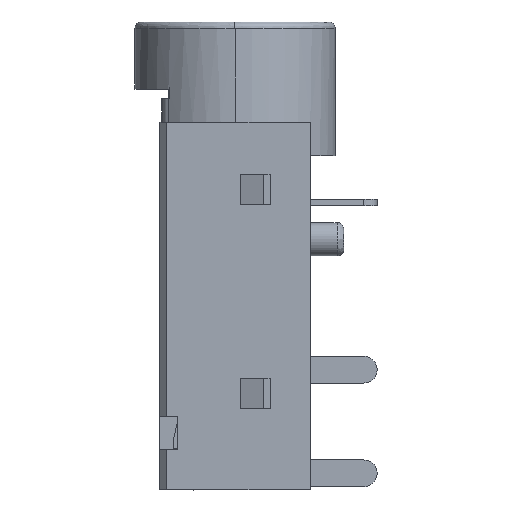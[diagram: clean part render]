
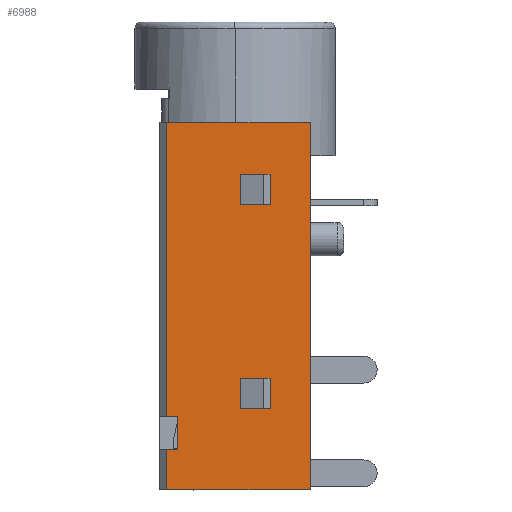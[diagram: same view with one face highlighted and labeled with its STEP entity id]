
A CAD part, left-side view. The second image highlights one B-rep face of the part: STEP entity #6988.
In plain terms, the highlighted planar face has unit normal (-1, 0, 0).
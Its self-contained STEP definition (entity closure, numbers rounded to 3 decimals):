
#100 = CARTESIAN_POINT ( 'NONE',  ( -4.7, -0.15, -4.55 ) ) ;
#278 = DIRECTION ( 'NONE',  ( 0., 0., 1. ) ) ;
#454 = CARTESIAN_POINT ( 'NONE',  ( -4.7, -2.25, -14. ) ) ;
#547 = LINE ( 'NONE', #6005, #19539 ) ;
#878 = LINE ( 'NONE', #10138, #17798 ) ;
#1007 = VECTOR ( 'NONE', #4027, 1000. ) ;
#1027 = VERTEX_POINT ( 'NONE', #7937 ) ;
#1086 = EDGE_CURVE ( 'NONE', #17445, #8073, #10270, .T. ) ;
#1131 = DIRECTION ( 'NONE',  ( 0., 0., -1. ) ) ;
#1266 = DIRECTION ( 'NONE',  ( 0., 0., 1. ) ) ;
#1359 = DIRECTION ( 'NONE',  ( 0., -1., 0. ) ) ;
#1637 = EDGE_CURVE ( 'NONE', #11452, #9063, #21140, .T. ) ;
#1781 = ORIENTED_EDGE ( 'NONE', *, *, #4560, .F. ) ;
#2246 = ORIENTED_EDGE ( 'NONE', *, *, #16723, .T. ) ;
#2264 = DIRECTION ( 'NONE',  ( 0., -1., 0. ) ) ;
#3029 = VECTOR ( 'NONE', #13464, 1000. ) ;
#3749 = DIRECTION ( 'NONE',  ( 0., 1., 0. ) ) ;
#3800 = EDGE_CURVE ( 'NONE', #22977, #13074, #19126, .T. ) ;
#4027 = DIRECTION ( 'NONE',  ( 0., 0., 1. ) ) ;
#4523 = CARTESIAN_POINT ( 'NONE',  ( -4.7, -2.25, -4.55 ) ) ;
#4560 = EDGE_CURVE ( 'NONE', #13074, #12376, #7427, .T. ) ;
#4600 = DIRECTION ( 'NONE',  ( 0., 0., -1. ) ) ;
#4678 = LINE ( 'NONE', #17283, #9231 ) ;
#4838 = CARTESIAN_POINT ( 'NONE',  ( -4.7, -2.25, -14. ) ) ;
#4895 = VECTOR ( 'NONE', #16878, 1000. ) ;
#5005 = CARTESIAN_POINT ( 'NONE',  ( -4.7, 2.05, -3. ) ) ;
#5041 = ORIENTED_EDGE ( 'NONE', *, *, #10115, .F. ) ;
#5213 = CARTESIAN_POINT ( 'NONE',  ( -4.7, 1.725, -11.8 ) ) ;
#5311 = ORIENTED_EDGE ( 'NONE', *, *, #16139, .F. ) ;
#5411 = ORIENTED_EDGE ( 'NONE', *, *, #18532, .F. ) ;
#5500 = CARTESIAN_POINT ( 'NONE',  ( -4.7, -1.05, -5.45 ) ) ;
#5839 = EDGE_LOOP ( 'NONE', ( #2246, #11542, #22503, #23282, #5311, #15535, #15343, #20696 ) ) ;
#5928 = CARTESIAN_POINT ( 'NONE',  ( -4.7, 2.05, -3. ) ) ;
#6005 = CARTESIAN_POINT ( 'NONE',  ( -4.7, -2.25, -14. ) ) ;
#6299 = EDGE_CURVE ( 'NONE', #7216, #1027, #547, .T. ) ;
#6943 = LINE ( 'NONE', #10749, #18905 ) ;
#6988 = ADVANCED_FACE ( 'NONE', ( #11412, #15105, #9609 ), #13427, .F. ) ;
#7216 = VERTEX_POINT ( 'NONE', #454 ) ;
#7427 = LINE ( 'NONE', #16095, #20142 ) ;
#7501 = LINE ( 'NONE', #5928, #1007 ) ;
#7937 = CARTESIAN_POINT ( 'NONE',  ( -4.7, 2.05, -14. ) ) ;
#8020 = ORIENTED_EDGE ( 'NONE', *, *, #15690, .F. ) ;
#8073 = VERTEX_POINT ( 'NONE', #11169 ) ;
#8506 = CARTESIAN_POINT ( 'NONE',  ( -4.7, -2.25, -11.55 ) ) ;
#8931 = VECTOR ( 'NONE', #17585, 1000. ) ;
#9063 = VERTEX_POINT ( 'NONE', #16476 ) ;
#9231 = VECTOR ( 'NONE', #1131, 1000. ) ;
#9609 = FACE_BOUND ( 'NONE', #14441, .T. ) ;
#9748 = LINE ( 'NONE', #17003, #21371 ) ;
#9893 = EDGE_CURVE ( 'NONE', #12376, #18140, #11765, .T. ) ;
#10115 = EDGE_CURVE ( 'NONE', #18140, #22977, #878, .T. ) ;
#10138 = CARTESIAN_POINT ( 'NONE',  ( -4.7, -1.05, -3. ) ) ;
#10270 = LINE ( 'NONE', #8506, #12743 ) ;
#10749 = CARTESIAN_POINT ( 'NONE',  ( -4.7, 1.725, -12.8 ) ) ;
#10789 = EDGE_CURVE ( 'NONE', #1027, #19957, #11647, .T. ) ;
#10897 = VECTOR ( 'NONE', #17073, 1000. ) ;
#11169 = CARTESIAN_POINT ( 'NONE',  ( -4.7, -1.05, -11.55 ) ) ;
#11412 = FACE_OUTER_BOUND ( 'NONE', #5839, .T. ) ;
#11452 = VERTEX_POINT ( 'NONE', #5005 ) ;
#11542 = ORIENTED_EDGE ( 'NONE', *, *, #1637, .F. ) ;
#11647 = LINE ( 'NONE', #15129, #4895 ) ;
#11765 = LINE ( 'NONE', #15446, #17028 ) ;
#12184 = DIRECTION ( 'NONE',  ( 0., -1., 0. ) ) ;
#12263 = EDGE_CURVE ( 'NONE', #22586, #17445, #4678, .T. ) ;
#12376 = VERTEX_POINT ( 'NONE', #16211 ) ;
#12392 = CARTESIAN_POINT ( 'NONE',  ( -4.7, 1.725, -3. ) ) ;
#12640 = LINE ( 'NONE', #21655, #17789 ) ;
#12743 = VECTOR ( 'NONE', #12184, 1000. ) ;
#12770 = DIRECTION ( 'NONE',  ( 0., 0., -1. ) ) ;
#13074 = VERTEX_POINT ( 'NONE', #100 ) ;
#13080 = CARTESIAN_POINT ( 'NONE',  ( -4.7, 2.05, -11.8 ) ) ;
#13427 = PLANE ( 'NONE',  #15801 ) ;
#13464 = DIRECTION ( 'NONE',  ( 0., 1., 0. ) ) ;
#13468 = EDGE_LOOP ( 'NONE', ( #15735, #1781, #14291, #5041 ) ) ;
#13619 = VERTEX_POINT ( 'NONE', #13080 ) ;
#13659 = DIRECTION ( 'NONE',  ( 1., 0., 0. ) ) ;
#14291 = ORIENTED_EDGE ( 'NONE', *, *, #3800, .F. ) ;
#14375 = VERTEX_POINT ( 'NONE', #19990 ) ;
#14441 = EDGE_LOOP ( 'NONE', ( #17094, #18311, #8020, #5411 ) ) ;
#15105 = FACE_BOUND ( 'NONE', #13468, .T. ) ;
#15129 = CARTESIAN_POINT ( 'NONE',  ( -4.7, 2.05, -3. ) ) ;
#15308 = CARTESIAN_POINT ( 'NONE',  ( -4.7, -0.15, -10.65 ) ) ;
#15343 = ORIENTED_EDGE ( 'NONE', *, *, #10789, .F. ) ;
#15446 = CARTESIAN_POINT ( 'NONE',  ( -4.7, -2.25, -5.45 ) ) ;
#15487 = CARTESIAN_POINT ( 'NONE',  ( -4.7, 2.05, -12.8 ) ) ;
#15535 = ORIENTED_EDGE ( 'NONE', *, *, #22706, .F. ) ;
#15666 = LINE ( 'NONE', #4838, #21081 ) ;
#15690 = EDGE_CURVE ( 'NONE', #19222, #22586, #9748, .T. ) ;
#15735 = ORIENTED_EDGE ( 'NONE', *, *, #9893, .F. ) ;
#15801 = AXIS2_PLACEMENT_3D ( 'NONE', #19092, #13659, #4600 ) ;
#16095 = CARTESIAN_POINT ( 'NONE',  ( -4.7, -0.15, -3. ) ) ;
#16139 = EDGE_CURVE ( 'NONE', #14375, #22194, #17703, .T. ) ;
#16211 = CARTESIAN_POINT ( 'NONE',  ( -4.7, -0.15, -5.45 ) ) ;
#16269 = CARTESIAN_POINT ( 'NONE',  ( -4.7, -2.25, -3. ) ) ;
#16381 = CARTESIAN_POINT ( 'NONE',  ( -4.7, -1.05, -10.65 ) ) ;
#16476 = CARTESIAN_POINT ( 'NONE',  ( -4.7, -2.25, -3. ) ) ;
#16723 = EDGE_CURVE ( 'NONE', #7216, #9063, #15666, .T. ) ;
#16878 = DIRECTION ( 'NONE',  ( 0., 0., 1. ) ) ;
#17003 = CARTESIAN_POINT ( 'NONE',  ( -4.7, -2.25, -10.65 ) ) ;
#17028 = VECTOR ( 'NONE', #2264, 1000. ) ;
#17073 = DIRECTION ( 'NONE',  ( 0., -1., 0. ) ) ;
#17094 = ORIENTED_EDGE ( 'NONE', *, *, #1086, .F. ) ;
#17283 = CARTESIAN_POINT ( 'NONE',  ( -4.7, -0.15, -3. ) ) ;
#17445 = VERTEX_POINT ( 'NONE', #18401 ) ;
#17462 = EDGE_CURVE ( 'NONE', #13619, #11452, #7501, .T. ) ;
#17585 = DIRECTION ( 'NONE',  ( 0., 0., 1. ) ) ;
#17703 = LINE ( 'NONE', #12392, #8931 ) ;
#17789 = VECTOR ( 'NONE', #23085, 1000. ) ;
#17798 = VECTOR ( 'NONE', #18811, 1000. ) ;
#18140 = VERTEX_POINT ( 'NONE', #5500 ) ;
#18311 = ORIENTED_EDGE ( 'NONE', *, *, #12263, .F. ) ;
#18401 = CARTESIAN_POINT ( 'NONE',  ( -4.7, -0.15, -11.55 ) ) ;
#18532 = EDGE_CURVE ( 'NONE', #8073, #19222, #18558, .T. ) ;
#18558 = LINE ( 'NONE', #22124, #19233 ) ;
#18811 = DIRECTION ( 'NONE',  ( 0., 0., 1. ) ) ;
#18905 = VECTOR ( 'NONE', #1359, 1000. ) ;
#19092 = CARTESIAN_POINT ( 'NONE',  ( -4.7, -2.25, -3. ) ) ;
#19126 = LINE ( 'NONE', #4523, #3029 ) ;
#19222 = VERTEX_POINT ( 'NONE', #16381 ) ;
#19233 = VECTOR ( 'NONE', #278, 1000. ) ;
#19539 = VECTOR ( 'NONE', #3749, 1000. ) ;
#19764 = EDGE_CURVE ( 'NONE', #13619, #22194, #12640, .T. ) ;
#19957 = VERTEX_POINT ( 'NONE', #15487 ) ;
#19980 = CARTESIAN_POINT ( 'NONE',  ( -4.7, -1.05, -4.55 ) ) ;
#19990 = CARTESIAN_POINT ( 'NONE',  ( -4.7, 1.725, -12.8 ) ) ;
#20142 = VECTOR ( 'NONE', #12770, 1000. ) ;
#20683 = DIRECTION ( 'NONE',  ( 0., 1., 0. ) ) ;
#20696 = ORIENTED_EDGE ( 'NONE', *, *, #6299, .F. ) ;
#21081 = VECTOR ( 'NONE', #1266, 1000. ) ;
#21140 = LINE ( 'NONE', #16269, #10897 ) ;
#21371 = VECTOR ( 'NONE', #20683, 1000. ) ;
#21655 = CARTESIAN_POINT ( 'NONE',  ( -4.7, 1.725, -11.8 ) ) ;
#22124 = CARTESIAN_POINT ( 'NONE',  ( -4.7, -1.05, -3. ) ) ;
#22194 = VERTEX_POINT ( 'NONE', #5213 ) ;
#22503 = ORIENTED_EDGE ( 'NONE', *, *, #17462, .F. ) ;
#22586 = VERTEX_POINT ( 'NONE', #15308 ) ;
#22706 = EDGE_CURVE ( 'NONE', #19957, #14375, #6943, .T. ) ;
#22977 = VERTEX_POINT ( 'NONE', #19980 ) ;
#23085 = DIRECTION ( 'NONE',  ( 0., -1., 0. ) ) ;
#23282 = ORIENTED_EDGE ( 'NONE', *, *, #19764, .T. ) ;
